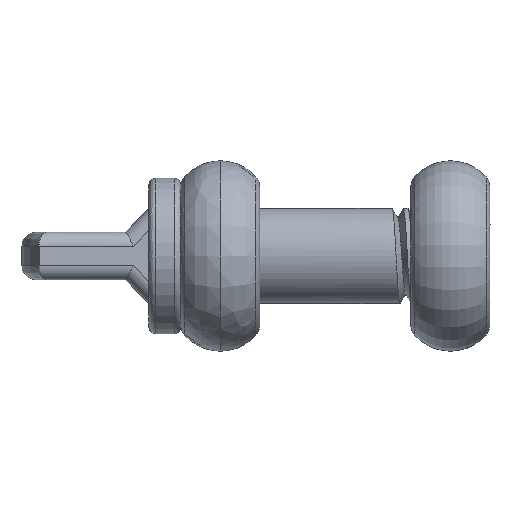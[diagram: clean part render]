
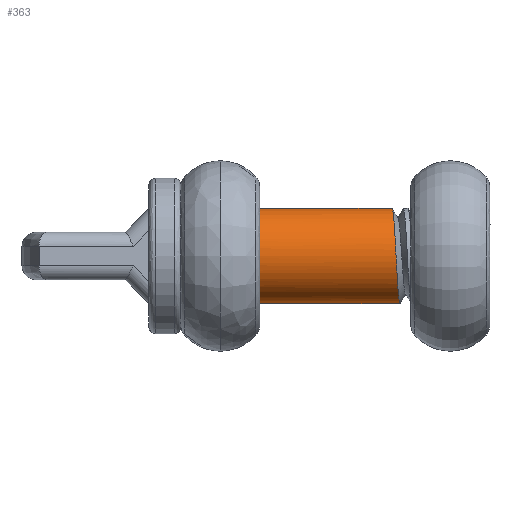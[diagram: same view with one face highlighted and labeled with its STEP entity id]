
A CAD part, front view. The second image highlights one B-rep face of the part: STEP entity #363.
In plain terms, the highlighted cylindrical face has radius 3 mm (diameter 6 mm), a partial arc.
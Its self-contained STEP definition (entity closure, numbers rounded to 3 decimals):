
#363=ADVANCED_FACE('NONE',(#1025),#1026,.T.);
#1025=FACE_OUTER_BOUND('',#5425,.T.);
#1026=CYLINDRICAL_SURFACE('',#5426,3.0);
#5425=EDGE_LOOP('',(#9442,#9443,#9444,#9445));
#5426=AXIS2_PLACEMENT_3D('',#9446,#9447,#9448);
#9442=ORIENTED_EDGE('',*,*,#10645,.F.);
#9443=ORIENTED_EDGE('',*,*,#10653,.F.);
#9444=ORIENTED_EDGE('',*,*,#10652,.T.);
#9445=ORIENTED_EDGE('',*,*,#10654,.F.);
#9446=CARTESIAN_POINT('',(-9.5,0.0,0.0));
#9447=DIRECTION('',(-1.0,0.0,0.0));
#9448=DIRECTION('',(0.0,0.0,-1.0));
#10645=EDGE_CURVE('NONE',#12142,#12145,#12146,.T.);
#10652=EDGE_CURVE('NONE',#12143,#12157,#12159,.T.);
#10653=EDGE_CURVE('NONE',#12143,#12142,#12160,.T.);
#10654=EDGE_CURVE('NONE',#12145,#12157,#12161,.T.);
#12142=VERTEX_POINT('NONE',#17219);
#12143=VERTEX_POINT('NONE',#17220);
#12145=VERTEX_POINT('NONE',#17222);
#12146=LINE('',#17223,#17224);
#12157=VERTEX_POINT('NONE',#17278);
#12159=LINE('',#17311,#17312);
#12160=CIRCLE('',#17313,3.0);
#12161=B_SPLINE_CURVE_WITH_KNOTS('',3,(#17314,#17315,#17316,#17317,#17318,#17319,#17320,#17321,#17322,#17323,#17324,#17325,#17326,#17327,#17328,#17329,#17330,#17331,#17332,#17333,#17334,#17335,#17336,#17337,#17338,#17339,#17340,#17341),.UNSPECIFIED.,.F.,.F.,(4,2,2,2,2,2,2,2,2,2,2,2,2,4),(0.003,0.004,0.005,0.006,0.006,0.007,0.008,0.009,0.009,0.01,0.01,0.011,0.012,0.013),.UNSPECIFIED.);
#17219=CARTESIAN_POINT('',(-9.5,0.,3.0));
#17220=CARTESIAN_POINT('',(-9.5,0.,-3.0));
#17222=CARTESIAN_POINT('',(3.577,0.,3.0));
#17223=CARTESIAN_POINT('',(-9.5,0.,3.0));
#17224=VECTOR('',#19634,1000.0);
#17278=CARTESIAN_POINT('',(4.082,0.,-3.0));
#17311=CARTESIAN_POINT('',(-9.5,0.0,-3.0));
#17312=VECTOR('',#19636,1000.0);
#17313=AXIS2_PLACEMENT_3D('',#19637,#19638,#19639);
#17314=CARTESIAN_POINT('',(3.577,0.,3.0));
#17315=CARTESIAN_POINT('',(3.588,-0.198,3.0));
#17316=CARTESIAN_POINT('',(3.598,-0.396,2.98));
#17317=CARTESIAN_POINT('',(3.62,-0.779,2.904));
#17318=CARTESIAN_POINT('',(3.63,-0.965,2.847));
#17319=CARTESIAN_POINT('',(3.662,-1.511,2.621));
#17320=CARTESIAN_POINT('',(3.683,-1.848,2.395));
#17321=CARTESIAN_POINT('',(3.715,-2.262,1.98));
#17322=CARTESIAN_POINT('',(3.725,-2.386,1.829));
#17323=CARTESIAN_POINT('',(3.746,-2.605,1.501));
#17324=CARTESIAN_POINT('',(3.756,-2.698,1.326));
#17325=CARTESIAN_POINT('',(3.788,-2.924,0.778));
#17326=CARTESIAN_POINT('',(3.809,-3.001,0.391));
#17327=CARTESIAN_POINT('',(3.841,-3.,-0.202));
#17328=CARTESIAN_POINT('',(3.851,-2.98,-0.396));
#17329=CARTESIAN_POINT('',(3.872,-2.904,-0.779));
#17330=CARTESIAN_POINT('',(3.883,-2.846,-0.969));
#17331=CARTESIAN_POINT('',(3.904,-2.696,-1.331));
#17332=CARTESIAN_POINT('',(3.914,-2.604,-1.503));
#17333=CARTESIAN_POINT('',(3.935,-2.386,-1.829));
#17334=CARTESIAN_POINT('',(3.946,-2.26,-1.983));
#17335=CARTESIAN_POINT('',(3.967,-1.984,-2.259));
#17336=CARTESIAN_POINT('',(3.977,-1.833,-2.383));
#17337=CARTESIAN_POINT('',(3.998,-1.505,-2.602));
#17338=CARTESIAN_POINT('',(4.009,-1.332,-2.695));
#17339=CARTESIAN_POINT('',(4.04,-0.791,-2.92));
#17340=CARTESIAN_POINT('',(4.061,-0.396,-3.));
#17341=CARTESIAN_POINT('',(4.082,0.,-3.0));
#19634=DIRECTION('',(1.0,0.0,0.0));
#19636=DIRECTION('',(1.0,0.0,0.0));
#19637=CARTESIAN_POINT('',(-9.5,0.0,0.0));
#19638=DIRECTION('',(-1.0,-0.0,0.0));
#19639=DIRECTION('',(0.0,0.,-1.0));
